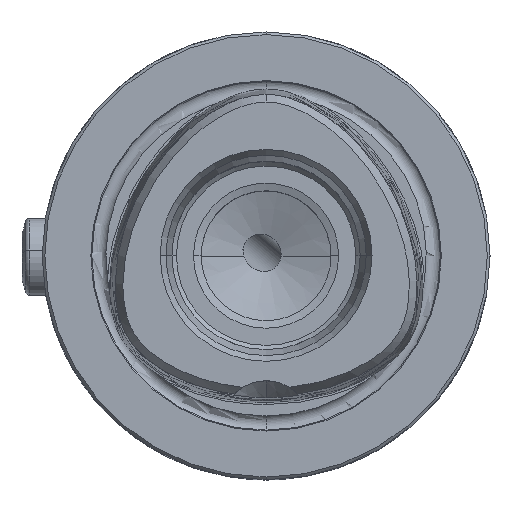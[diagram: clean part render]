
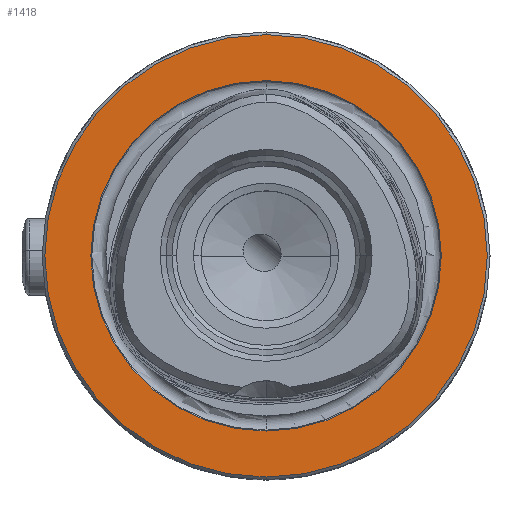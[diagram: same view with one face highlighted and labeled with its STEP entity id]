
A CAD part, top view. The second image highlights one B-rep face of the part: STEP entity #1418.
In plain terms, the highlighted planar face has unit normal (0, 0, 1).
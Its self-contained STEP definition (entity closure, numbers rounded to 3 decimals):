
#1418=ADVANCED_FACE('NONE',(#3593,#3594),#3595,.T.);
#1574=VERTEX_POINT('NONE',#3767);
#1786=EDGE_CURVE('NONE',#3124,#1574,#4000,.T.);
#1814=VERTEX_POINT('NONE',#4030);
#2006=EDGE_CURVE('NONE',#1814,#2470,#4238,.T.);
#2386=EDGE_CURVE('NONE',#2470,#1814,#4670,.T.);
#2458=EDGE_CURVE('NONE',#1574,#3124,#4753,.T.);
#2470=VERTEX_POINT('NONE',#4767);
#3124=VERTEX_POINT('NONE',#5490);
#3593=FACE_OUTER_BOUND('',#6404,.T.);
#3594=FACE_BOUND('',#6405,.T.);
#3595=PLANE('',#6406);
#3767=CARTESIAN_POINT('',(0.,-19.564,0.));
#4000=CIRCLE('',#7437,19.564);
#4030=CARTESIAN_POINT('',(0.,24.7,0.));
#4238=CIRCLE('',#10192,24.7);
#4670=CIRCLE('',#11199,24.7);
#4753=CIRCLE('',#11340,19.564);
#4767=CARTESIAN_POINT('',(0.,-24.7,0.));
#5490=CARTESIAN_POINT('',(0.,19.564,0.));
#6404=EDGE_LOOP('',(#13450,#13451));
#6405=EDGE_LOOP('',(#13452,#13453));
#6406=AXIS2_PLACEMENT_3D('',#13454,#13455,#13456);
#7437=AXIS2_PLACEMENT_3D('',#13863,#13864,#13865);
#10192=AXIS2_PLACEMENT_3D('',#14110,#14111,#14112);
#11199=AXIS2_PLACEMENT_3D('',#14614,#14615,#14616);
#11340=AXIS2_PLACEMENT_3D('',#14747,#14748,#14749);
#13450=ORIENTED_EDGE('',*,*,#2386,.F.);
#13451=ORIENTED_EDGE('',*,*,#2006,.F.);
#13452=ORIENTED_EDGE('',*,*,#1786,.F.);
#13453=ORIENTED_EDGE('',*,*,#2458,.F.);
#13454=CARTESIAN_POINT('',(-26.0,0.,0.));
#13455=DIRECTION('',(0.0,-0.0,1.0));
#13456=DIRECTION('',(0.0,1.0,0.0));
#13863=CARTESIAN_POINT('',(0.0,0.0,0.));
#13864=DIRECTION('',(0.0,-0.0,1.0));
#13865=DIRECTION('',(0.,1.0,0.0));
#14110=CARTESIAN_POINT('',(0.0,0.0,0.));
#14111=DIRECTION('',(0.0,0.0,-1.0));
#14112=DIRECTION('',(0.,1.0,0.0));
#14614=CARTESIAN_POINT('',(0.0,0.0,0.));
#14615=DIRECTION('',(0.0,0.0,-1.0));
#14616=DIRECTION('',(0.,1.0,0.0));
#14747=CARTESIAN_POINT('',(0.0,0.0,0.));
#14748=DIRECTION('',(0.0,-0.0,1.0));
#14749=DIRECTION('',(0.,1.0,0.0));
